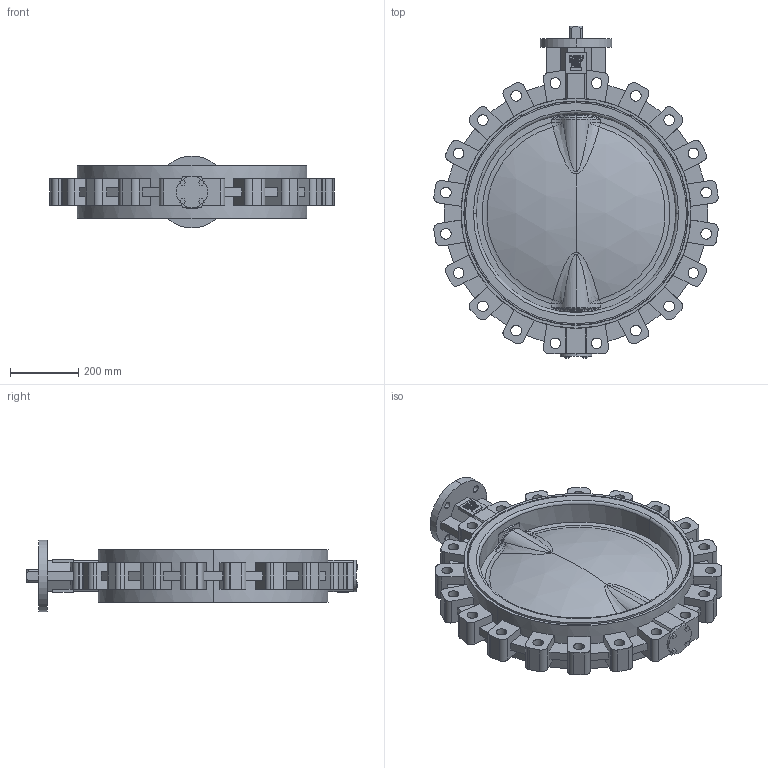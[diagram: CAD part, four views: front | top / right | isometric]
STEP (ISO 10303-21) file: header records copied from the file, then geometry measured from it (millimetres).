
FILE_DESCRIPTION (( 'STEP AP203' ), '1' );
FILE_NAME ('EVTLS-i DN600 PN16 F16-L36.STEP', '2024-04-22T12:52:32', ( '' ), ( '' ), 'SwSTEP 2.0', 'SolidWorks 2015', '' );
FILE_SCHEMA (( 'CONFIG_CONTROL_DESIGN' ));
Length unit declared in the file: millimetre
Products named in the file (1): EVTLS-i DN600 PN16 F16-L36
Bounding box: 831.13 x 970 x 210 mm (x, y, z)
Volume: 38879978.4 mm3; surface area: 2091010.6 mm2
Topology: 1 solids, 1 shells, 749 faces, 2016 edges, 1305 vertices
Faces by surface type: plane 426, cylinder 149, bspline 113, torus 32, cone 17, sphere 12
Entity records: 30184 total; most frequent: CARTESIAN_POINT 11755, ORIENTED_EDGE 4016, DIRECTION 3505, EDGE_CURVE 2008, VERTEX_POINT 1305, LINE 1251, VECTOR 1251, AXIS2_PLACEMENT_3D 1127
